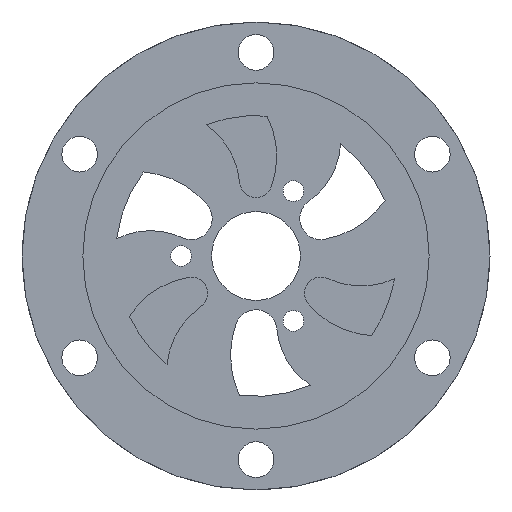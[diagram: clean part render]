
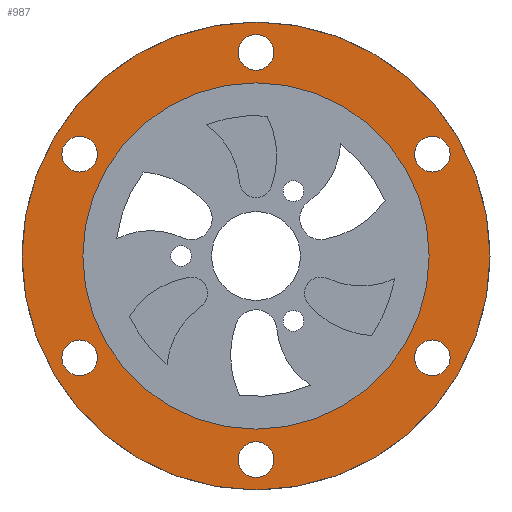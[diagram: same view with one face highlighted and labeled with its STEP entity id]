
A CAD part, front view. The second image highlights one B-rep face of the part: STEP entity #987.
In plain terms, the highlighted planar face has unit normal (0, -1, 0).
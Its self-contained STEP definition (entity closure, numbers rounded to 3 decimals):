
#41=FACE_BOUND('',#164,.T.);
#42=FACE_BOUND('',#165,.T.);
#43=FACE_BOUND('',#166,.T.);
#44=FACE_BOUND('',#167,.T.);
#45=FACE_BOUND('',#168,.T.);
#46=FACE_BOUND('',#169,.T.);
#47=FACE_BOUND('',#170,.T.);
#65=PLANE('',#1118);
#95=FACE_OUTER_BOUND('',#163,.T.);
#163=EDGE_LOOP('',(#771));
#164=EDGE_LOOP('',(#772));
#165=EDGE_LOOP('',(#773));
#166=EDGE_LOOP('',(#774));
#167=EDGE_LOOP('',(#775));
#168=EDGE_LOOP('',(#776));
#169=EDGE_LOOP('',(#777));
#170=EDGE_LOOP('',(#778));
#322=CIRCLE('',#1088,1.905);
#323=CIRCLE('',#1090,1.905);
#324=CIRCLE('',#1092,1.905);
#325=CIRCLE('',#1094,1.905);
#326=CIRCLE('',#1096,1.905);
#327=CIRCLE('',#1098,1.905);
#341=CIRCLE('',#1114,25.);
#342=CIRCLE('',#1116,18.5);
#420=VERTEX_POINT('',#1779);
#421=VERTEX_POINT('',#1783);
#422=VERTEX_POINT('',#1787);
#423=VERTEX_POINT('',#1791);
#424=VERTEX_POINT('',#1795);
#425=VERTEX_POINT('',#1799);
#439=VERTEX_POINT('',#1830);
#440=VERTEX_POINT('',#1834);
#534=EDGE_CURVE('',#420,#420,#322,.T.);
#536=EDGE_CURVE('',#421,#421,#323,.T.);
#538=EDGE_CURVE('',#422,#422,#324,.T.);
#540=EDGE_CURVE('',#423,#423,#325,.T.);
#542=EDGE_CURVE('',#424,#424,#326,.T.);
#544=EDGE_CURVE('',#425,#425,#327,.T.);
#560=EDGE_CURVE('',#439,#439,#341,.T.);
#561=EDGE_CURVE('',#440,#440,#342,.T.);
#771=ORIENTED_EDGE('',*,*,#560,.T.);
#772=ORIENTED_EDGE('',*,*,#534,.T.);
#773=ORIENTED_EDGE('',*,*,#536,.T.);
#774=ORIENTED_EDGE('',*,*,#538,.T.);
#775=ORIENTED_EDGE('',*,*,#540,.T.);
#776=ORIENTED_EDGE('',*,*,#542,.T.);
#777=ORIENTED_EDGE('',*,*,#544,.T.);
#778=ORIENTED_EDGE('',*,*,#561,.T.);
#987=ADVANCED_FACE('',(#95,#41,#42,#43,#44,#45,#46,#47),#65,.T.);
#1088=AXIS2_PLACEMENT_3D('',#1780,#1304,#1305);
#1090=AXIS2_PLACEMENT_3D('',#1784,#1309,#1310);
#1092=AXIS2_PLACEMENT_3D('',#1788,#1314,#1315);
#1094=AXIS2_PLACEMENT_3D('',#1792,#1319,#1320);
#1096=AXIS2_PLACEMENT_3D('',#1796,#1324,#1325);
#1098=AXIS2_PLACEMENT_3D('',#1800,#1329,#1330);
#1114=AXIS2_PLACEMENT_3D('',#1832,#1363,#1364);
#1116=AXIS2_PLACEMENT_3D('',#1835,#1367,#1368);
#1118=AXIS2_PLACEMENT_3D('',#1839,#1372,#1373);
#1304=DIRECTION('center_axis',(0.,1.,0.));
#1305=DIRECTION('ref_axis',(1.,0.,0.));
#1309=DIRECTION('center_axis',(0.,1.,0.));
#1310=DIRECTION('ref_axis',(1.,0.,0.));
#1314=DIRECTION('center_axis',(0.,1.,0.));
#1315=DIRECTION('ref_axis',(1.,0.,0.));
#1319=DIRECTION('center_axis',(0.,1.,0.));
#1320=DIRECTION('ref_axis',(1.,0.,0.));
#1324=DIRECTION('center_axis',(0.,1.,0.));
#1325=DIRECTION('ref_axis',(1.,0.,0.));
#1329=DIRECTION('center_axis',(0.,1.,0.));
#1330=DIRECTION('ref_axis',(1.,0.,0.));
#1363=DIRECTION('center_axis',(0.,-1.,0.));
#1364=DIRECTION('ref_axis',(1.,0.,0.));
#1367=DIRECTION('center_axis',(0.,1.,0.));
#1368=DIRECTION('ref_axis',(1.,0.,0.));
#1372=DIRECTION('center_axis',(0.,-1.,0.));
#1373=DIRECTION('ref_axis',(1.,0.,0.));
#1779=CARTESIAN_POINT('',(-1.905,27.,-21.75));
#1780=CARTESIAN_POINT('Origin',(0.,27.,
-21.75));
#1783=CARTESIAN_POINT('',(-20.741,27.,10.875));
#1784=CARTESIAN_POINT('Origin',(-18.836,27.,10.875));
#1787=CARTESIAN_POINT('',(16.931,27.,-10.875));
#1788=CARTESIAN_POINT('Origin',(18.836,27.,-10.875));
#1791=CARTESIAN_POINT('',(-20.741,27.,-10.875));
#1792=CARTESIAN_POINT('Origin',(-18.836,27.,-10.875));
#1795=CARTESIAN_POINT('',(-1.905,27.,21.75));
#1796=CARTESIAN_POINT('Origin',(0.,27.,
21.75));
#1799=CARTESIAN_POINT('',(16.931,27.,10.875));
#1800=CARTESIAN_POINT('Origin',(18.836,27.,10.875));
#1830=CARTESIAN_POINT('',(25.,27.,0.));
#1832=CARTESIAN_POINT('Origin',(0.,27.,
0.));
#1834=CARTESIAN_POINT('',(-18.5,27.,0.));
#1835=CARTESIAN_POINT('Origin',(0.,27.,0.));
#1839=CARTESIAN_POINT('Origin',(0.,27.,
0.));
